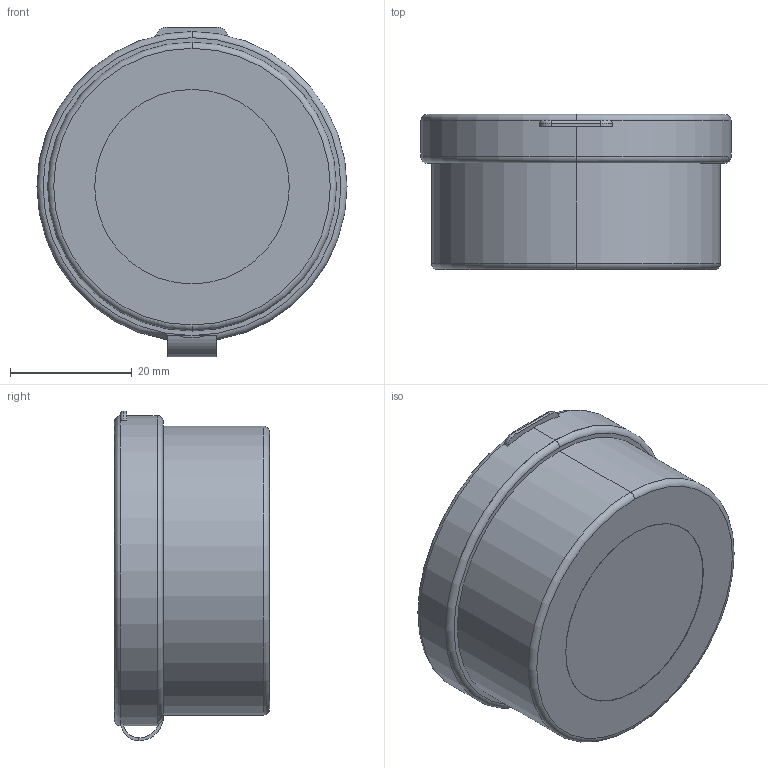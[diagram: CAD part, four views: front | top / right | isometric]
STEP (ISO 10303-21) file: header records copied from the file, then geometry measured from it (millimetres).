
FILE_DESCRIPTION (( 'STEP AP214' ), '1' );
FILE_NAME ('B175 Êîðîáêà ïëàñòèêîâàÿ, O50x25 ìì.STEP', '2020-04-06T12:45:16', ( '' ), ( '' ), 'SwSTEP 2.0', 'SolidWorks 2020', '' );
FILE_SCHEMA (( 'AUTOMOTIVE_DESIGN' ));
Length unit declared in the file: millimetre
Products named in the file (3): B175 Êîðîáêà ïëàñòèêîâàÿ, O50x25 ìì; B175 Åìêîñòü; B175 Êðûøêà
Assembly tree (2 placements, depth 2):
  B175 Êîðîáêà ïëàñòèêîâàÿ, O50x25 ìì
    B175 Åìêîñòü
    B175 Êðûøêà
Bounding box: 51 x 25.5 x 54.24 mm (x, y, z)
Volume: 9256.2 mm3; surface area: 16731.2 mm2
Topology: 5 solids, 5 shells, 69 faces, 142 edges, 89 vertices
Faces by surface type: cylinder 30, plane 26, torus 13
Entity records: 1990 total; most frequent: CARTESIAN_POINT 396, DIRECTION 352, ORIENTED_EDGE 272, AXIS2_PLACEMENT_3D 154, EDGE_CURVE 136, VERTEX_POINT 86, CIRCLE 82, EDGE_LOOP 76
